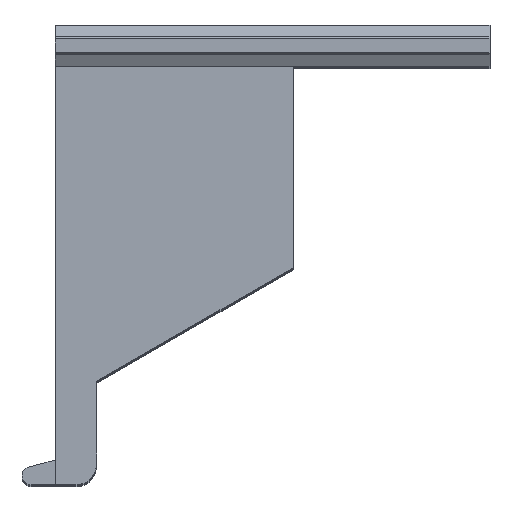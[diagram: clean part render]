
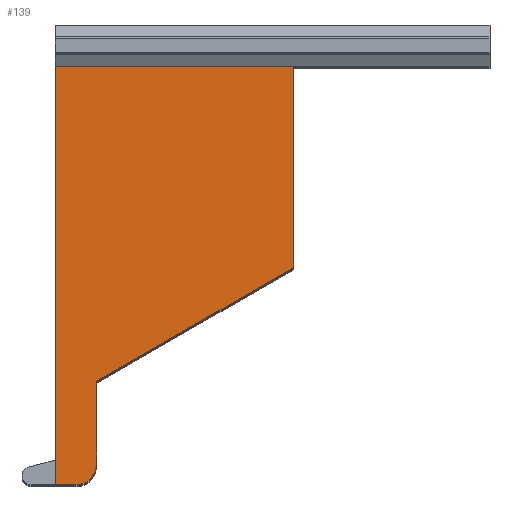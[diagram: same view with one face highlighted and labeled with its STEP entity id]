
A CAD part, top view. The second image highlights one B-rep face of the part: STEP entity #139.
In plain terms, the highlighted planar face has unit normal (0, 0, 1).
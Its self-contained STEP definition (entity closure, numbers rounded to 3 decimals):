
#139=ADVANCED_FACE('',(#341),#250,.T.);
#250=PLANE('',#2445);
#341=FACE_OUTER_BOUND('',#455,.T.);
#455=EDGE_LOOP('',(#773,#774,#775,#776,#777,#778,#779));
#575=CIRCLE('',#2444,0.5);
#773=ORIENTED_EDGE('',*,*,#1632,.T.);
#774=ORIENTED_EDGE('',*,*,#1633,.F.);
#775=ORIENTED_EDGE('',*,*,#1634,.F.);
#776=ORIENTED_EDGE('',*,*,#1635,.F.);
#777=ORIENTED_EDGE('',*,*,#1561,.T.);
#778=ORIENTED_EDGE('',*,*,#1631,.T.);
#779=ORIENTED_EDGE('',*,*,#1636,.T.);
#1328=VERTEX_POINT('',#3312);
#1329=VERTEX_POINT('',#3314);
#1390=VERTEX_POINT('',#3449);
#1391=VERTEX_POINT('',#3453);
#1392=VERTEX_POINT('',#3454);
#1393=VERTEX_POINT('',#3456);
#1394=VERTEX_POINT('',#3458);
#1561=EDGE_CURVE('',#1329,#1328,#1885,.T.);
#1631=EDGE_CURVE('',#1328,#1390,#1945,.T.);
#1632=EDGE_CURVE('',#1391,#1392,#1946,.T.);
#1633=EDGE_CURVE('',#1393,#1392,#1947,.T.);
#1634=EDGE_CURVE('',#1394,#1393,#1948,.T.);
#1635=EDGE_CURVE('',#1329,#1394,#1949,.T.);
#1636=EDGE_CURVE('',#1390,#1391,#575,.T.);
#1885=LINE('',#3313,#2169);
#1945=LINE('',#3450,#2229);
#1946=LINE('',#3452,#2230);
#1947=LINE('',#3455,#2231);
#1948=LINE('',#3457,#2232);
#1949=LINE('',#3459,#2233);
#2169=VECTOR('',#2666,1.);
#2229=VECTOR('',#2756,1.);
#2230=VECTOR('',#2759,1.);
#2231=VECTOR('',#2760,1.);
#2232=VECTOR('',#2761,1.);
#2233=VECTOR('',#2762,1.);
#2444=AXIS2_PLACEMENT_3D('',#3460,#2763,#2764);
#2445=AXIS2_PLACEMENT_3D('',#3461,#2765,#2766);
#2666=DIRECTION('',(0.,-1.,0.));
#2756=DIRECTION('',(1.,0.,0.));
#2759=DIRECTION('',(0.,1.,0.));
#2760=DIRECTION('',(-0.866,-0.5,0.));
#2761=DIRECTION('',(0.,-1.,0.));
#2762=DIRECTION('',(1.,0.,0.));
#2763=DIRECTION('',(0.,0.,1.));
#2764=DIRECTION('',(0.,-1.,0.));
#2765=DIRECTION('',(0.,0.,1.));
#2766=DIRECTION('',(1.,0.,0.));
#3312=CARTESIAN_POINT('',(-8.9,-10.1,26.6));
#3313=CARTESIAN_POINT('',(-8.9,0.,26.6));
#3314=CARTESIAN_POINT('',(-8.9,0.,26.6));
#3449=CARTESIAN_POINT('',(-8.4,-10.1,26.6));
#3450=CARTESIAN_POINT('',(-8.9,-10.1,26.6));
#3452=CARTESIAN_POINT('',(-7.9,-9.6,26.6));
#3453=CARTESIAN_POINT('',(-7.9,-9.6,26.6));
#3454=CARTESIAN_POINT('',(-7.9,-7.6,26.6));
#3455=CARTESIAN_POINT('',(-3.15,-4.858,26.6));
#3456=CARTESIAN_POINT('',(-3.15,-4.858,26.6));
#3457=CARTESIAN_POINT('',(-3.15,0.,26.6));
#3458=CARTESIAN_POINT('',(-3.15,0.,26.6));
#3459=CARTESIAN_POINT('',(-8.9,0.,26.6));
#3460=CARTESIAN_POINT('',(-8.4,-9.6,26.6));
#3461=CARTESIAN_POINT('',(-8.9,0.,26.6));
